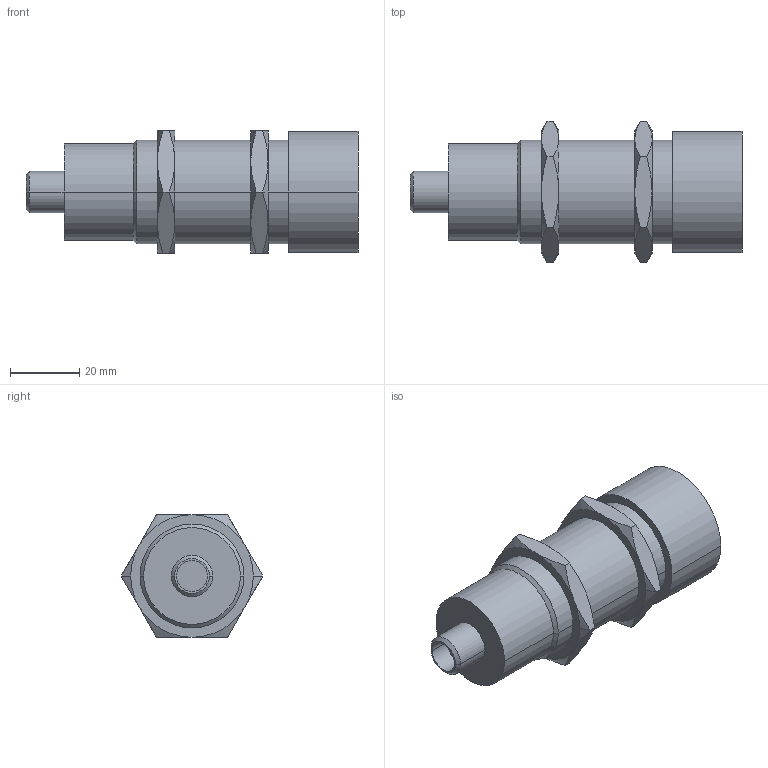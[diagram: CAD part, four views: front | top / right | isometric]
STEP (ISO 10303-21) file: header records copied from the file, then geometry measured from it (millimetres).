
FILE_DESCRIPTION(('STEP AP242'),'1');
FILE_NAME('sensor_xx630a1kam12.stp','2021-06-10T10:57:09',('TraceParts'),('TraceParts S.A.'),'Spatial InterOp 3D',' ',' ');
FILE_SCHEMA(('AP242_MANAGED_MODEL_BASED_3D_ENGINEERING_MIM_LF {1 0 10303 442 1 1 4}'));
Length unit declared in the file: millimetre
Products named in the file (1): sensor_xx630a1kam12_1
Bounding box: 96 x 40.92 x 35.44 mm (x, y, z)
Volume: 66877.5 mm3; surface area: 14240.3 mm2
Topology: 3 solids, 3 shells, 81 faces, 168 edges, 96 vertices
Faces by surface type: cone 46, plane 21, cylinder 14
Entity records: 2189 total; most frequent: CARTESIAN_POINT 540, DIRECTION 360, ORIENTED_EDGE 336, EDGE_CURVE 168, AXIS2_PLACEMENT_3D 156, VERTEX_POINT 96, EDGE_LOOP 88, ADVANCED_FACE 81
